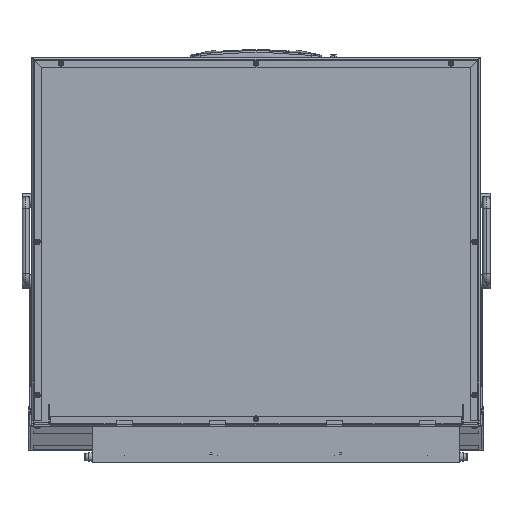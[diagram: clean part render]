
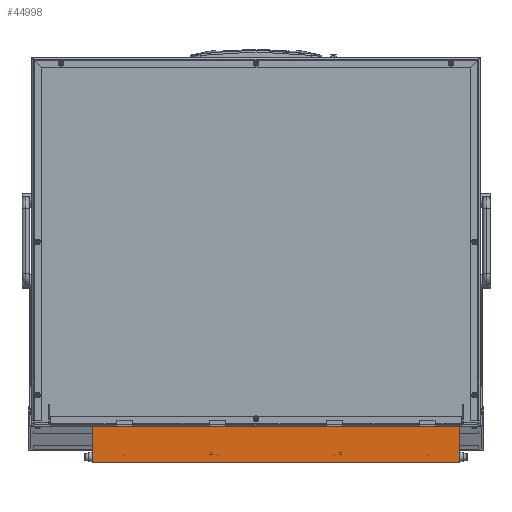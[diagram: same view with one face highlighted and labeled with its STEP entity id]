
A CAD part, front view. The second image highlights one B-rep face of the part: STEP entity #44998.
In plain terms, the highlighted planar face has unit normal (0, -1, 0).
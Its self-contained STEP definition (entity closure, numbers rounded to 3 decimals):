
#3458 = DIRECTION ( 'NONE',  ( 0.017, 0., 1. ) ) ;
#5923 = FACE_OUTER_BOUND ( 'NONE', #46653, .T. ) ;
#12674 = LINE ( 'NONE', #53091, #102424 ) ;
#19510 = EDGE_CURVE ( 'NONE', #24743, #82508, #94286, .T. ) ;
#20970 = ORIENTED_EDGE ( 'NONE', *, *, #39486, .T. ) ;
#24743 = VERTEX_POINT ( 'NONE', #31167 ) ;
#27478 = VECTOR ( 'NONE', #3458, 1000. ) ;
#31167 = CARTESIAN_POINT ( 'NONE',  ( -7.864, 0., -18.188 ) ) ;
#31187 = PLANE ( 'NONE',  #78298 ) ;
#34889 = VERTEX_POINT ( 'NONE', #106159 ) ;
#39486 = EDGE_CURVE ( 'NONE', #72449, #82508, #104747, .T. ) ;
#42135 = EDGE_CURVE ( 'NONE', #24743, #34889, #12674, .T. ) ;
#43844 = VECTOR ( 'NONE', #74677, 1000. ) ;
#44998 = ADVANCED_FACE ( 'NONE', ( #5923 ), #31187, .F. ) ;
#45799 = VECTOR ( 'NONE', #49523, 1000. ) ;
#46653 = EDGE_LOOP ( 'NONE', ( #81834, #72591, #20970, #63745 ) ) ;
#49523 = DIRECTION ( 'NONE',  ( 0.017, 0., 1. ) ) ;
#53091 = CARTESIAN_POINT ( 'NONE',  ( -7.864, 0., -18.188 ) ) ;
#54257 = EDGE_CURVE ( 'NONE', #34889, #72449, #88707, .T. ) ;
#63745 = ORIENTED_EDGE ( 'NONE', *, *, #19510, .F. ) ;
#66207 = CARTESIAN_POINT ( 'NONE',  ( 44.443, 0., 431.563 ) ) ;
#72107 = DIRECTION ( 'NONE',  ( 0., 1., 0. ) ) ;
#72449 = VERTEX_POINT ( 'NONE', #92519 ) ;
#72591 = ORIENTED_EDGE ( 'NONE', *, *, #54257, .T. ) ;
#74677 = DIRECTION ( 'NONE',  ( -1., 0., 0.017 ) ) ;
#75542 = CARTESIAN_POINT ( 'NONE',  ( -0.004, 0., 432.085 ) ) ;
#77192 = DIRECTION ( 'NONE',  ( 1., 0., -0.017 ) ) ;
#78298 = AXIS2_PLACEMENT_3D ( 'NONE', #96209, #72107, #96739 ) ;
#81834 = ORIENTED_EDGE ( 'NONE', *, *, #42135, .T. ) ;
#82508 = VERTEX_POINT ( 'NONE', #75542 ) ;
#88707 = LINE ( 'NONE', #66207, #45799 ) ;
#92519 = CARTESIAN_POINT ( 'NONE',  ( 44.439, 0., 431.309 ) ) ;
#94286 = LINE ( 'NONE', #102876, #27478 ) ;
#94570 = CARTESIAN_POINT ( 'NONE',  ( -0.004, 0., 432.085 ) ) ;
#96209 = CARTESIAN_POINT ( 'NONE',  ( 44.443, 0., 431.563 ) ) ;
#96739 = DIRECTION ( 'NONE',  ( 0., 0., 1. ) ) ;
#102424 = VECTOR ( 'NONE', #77192, 1000. ) ;
#102876 = CARTESIAN_POINT ( 'NONE',  ( -0.084, 0., 427.514 ) ) ;
#104747 = LINE ( 'NONE', #94570, #43844 ) ;
#106159 = CARTESIAN_POINT ( 'NONE',  ( 36.579, 0., -18.964 ) ) ;
